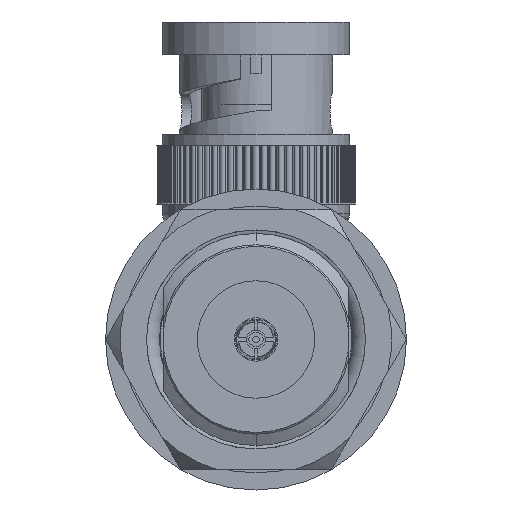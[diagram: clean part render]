
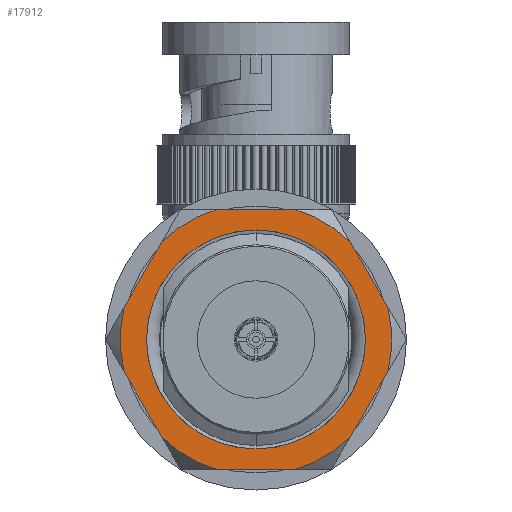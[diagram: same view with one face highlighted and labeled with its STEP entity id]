
A CAD part, left-side view. The second image highlights one B-rep face of the part: STEP entity #17912.
In plain terms, the highlighted face is planar.
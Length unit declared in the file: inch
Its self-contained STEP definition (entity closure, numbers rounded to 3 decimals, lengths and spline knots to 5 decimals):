
#351 = CARTESIAN_POINT ( 'NONE',  ( 0.37932, 0.061, 0.09299 ) ) ;
#527 = CARTESIAN_POINT ( 'NONE',  ( 0.10913, 0.061, -0.375 ) ) ;
#1070 = PLANE ( 'NONE',  #13676 ) ;
#1072 = EDGE_CURVE ( 'NONE', #12316, #11045, #12974, .T. ) ;
#1333 = DIRECTION ( 'NONE',  ( 0., 0., -1. ) ) ;
#1367 = DIRECTION ( 'NONE',  ( 0., -1., 0. ) ) ;
#1439 = ORIENTED_EDGE ( 'NONE', *, *, #9680, .F. ) ;
#1526 = AXIS2_PLACEMENT_3D ( 'NONE', #22656, #7530, #11923 ) ;
#1565 = VERTEX_POINT ( 'NONE', #15116 ) ;
#1752 = CARTESIAN_POINT ( 'NONE',  ( 0.21651, 0.061, 0.375 ) ) ;
#1807 = CARTESIAN_POINT ( 'NONE',  ( -0.37932, 0.061, -0.09299 ) ) ;
#2192 = DIRECTION ( 'NONE',  ( 0., -1., 0. ) ) ;
#2592 = DIRECTION ( 'NONE',  ( -0.5, 0., 0.866 ) ) ;
#2834 = CARTESIAN_POINT ( 'NONE',  ( -0.2702, 0.061, -0.28201 ) ) ;
#2923 = EDGE_CURVE ( 'NONE', #21148, #27511, #16667, .T. ) ;
#3074 = CARTESIAN_POINT ( 'NONE',  ( 0., 0.061, 0. ) ) ;
#3089 = VERTEX_POINT ( 'NONE', #21829 ) ;
#3156 = VERTEX_POINT ( 'NONE', #22491 ) ;
#3229 = CIRCLE ( 'NONE', #22842, 0.39056 ) ;
#3658 = CARTESIAN_POINT ( 'NONE',  ( 0.10913, 0.061, 0.375 ) ) ;
#3840 = CARTESIAN_POINT ( 'NONE',  ( -0.37932, 0.061, 0.09299 ) ) ;
#3852 = AXIS2_PLACEMENT_3D ( 'NONE', #5481, #16314, #9702 ) ;
#4412 = VECTOR ( 'NONE', #9828, 39.37008 ) ;
#4531 = DIRECTION ( 'NONE',  ( 0., 0., -1. ) ) ;
#4572 = CARTESIAN_POINT ( 'NONE',  ( 0.21651, 0.061, -0.375 ) ) ;
#4639 = CARTESIAN_POINT ( 'NONE',  ( -0.21651, 0.061, -0.375 ) ) ;
#4699 = CARTESIAN_POINT ( 'NONE',  ( 0., 0.061, 0.315 ) ) ;
#5094 = CIRCLE ( 'NONE', #6501, 0.315 ) ;
#5119 = DIRECTION ( 'NONE',  ( 1., 0., 0. ) ) ;
#5410 = EDGE_CURVE ( 'NONE', #19875, #3156, #16857, .T. ) ;
#5481 = CARTESIAN_POINT ( 'NONE',  ( 0., 0.061, 0. ) ) ;
#5697 = EDGE_CURVE ( 'NONE', #3089, #22229, #12745, .T. ) ;
#6501 = AXIS2_PLACEMENT_3D ( 'NONE', #10787, #25984, #23879 ) ;
#6647 = CARTESIAN_POINT ( 'NONE',  ( 0., 0.061, 0. ) ) ;
#6982 = EDGE_CURVE ( 'NONE', #18617, #23854, #27725, .T. ) ;
#7130 = FACE_OUTER_BOUND ( 'NONE', #20716, .T. ) ;
#7530 = DIRECTION ( 'NONE',  ( 0., -1., 0. ) ) ;
#7750 = ORIENTED_EDGE ( 'NONE', *, *, #27057, .F. ) ;
#7762 = VECTOR ( 'NONE', #2592, 39.37008 ) ;
#8153 = CIRCLE ( 'NONE', #10043, 0.39056 ) ;
#8424 = DIRECTION ( 'NONE',  ( 0., 1., 0. ) ) ;
#8888 = EDGE_LOOP ( 'NONE', ( #9879, #26843 ) ) ;
#9160 = DIRECTION ( 'NONE',  ( 0., 0., -1. ) ) ;
#9436 = VECTOR ( 'NONE', #5119, 39.37008 ) ;
#9680 = EDGE_CURVE ( 'NONE', #24004, #17845, #3229, .T. ) ;
#9702 = DIRECTION ( 'NONE',  ( 0., 0., 1. ) ) ;
#9766 = LINE ( 'NONE', #15495, #9436 ) ;
#9828 = DIRECTION ( 'NONE',  ( 0.5, 0., 0.866 ) ) ;
#9879 = ORIENTED_EDGE ( 'NONE', *, *, #16903, .F. ) ;
#10043 = AXIS2_PLACEMENT_3D ( 'NONE', #3074, #22657, #16544 ) ;
#10148 = ORIENTED_EDGE ( 'NONE', *, *, #2923, .T. ) ;
#10372 = ORIENTED_EDGE ( 'NONE', *, *, #11051, .T. ) ;
#10787 = CARTESIAN_POINT ( 'NONE',  ( 0., 0.061, 0. ) ) ;
#11045 = VERTEX_POINT ( 'NONE', #351 ) ;
#11051 = EDGE_CURVE ( 'NONE', #24004, #12565, #14975, .T. ) ;
#11260 = CARTESIAN_POINT ( 'NONE',  ( 0., 0.061, 0. ) ) ;
#11923 = DIRECTION ( 'NONE',  ( 0., 0., -1. ) ) ;
#12094 = EDGE_CURVE ( 'NONE', #3156, #12316, #23795, .T. ) ;
#12148 = DIRECTION ( 'NONE',  ( 0., 0., -1. ) ) ;
#12316 = VERTEX_POINT ( 'NONE', #25516 ) ;
#12565 = VERTEX_POINT ( 'NONE', #1807 ) ;
#12745 = CIRCLE ( 'NONE', #3852, 0.315 ) ;
#12974 = CIRCLE ( 'NONE', #20806, 0.39056 ) ;
#13422 = CARTESIAN_POINT ( 'NONE',  ( 0.43301, 0.061, 0. ) ) ;
#13676 = AXIS2_PLACEMENT_3D ( 'NONE', #18871, #1367, #12148 ) ;
#13687 = VECTOR ( 'NONE', #18152, 39.37008 ) ;
#13754 = AXIS2_PLACEMENT_3D ( 'NONE', #19361, #8424, #18990 ) ;
#14539 = DIRECTION ( 'NONE',  ( 0., -1., 0. ) ) ;
#14975 = LINE ( 'NONE', #4639, #7762 ) ;
#15116 = CARTESIAN_POINT ( 'NONE',  ( -0.10913, 0.061, 0.375 ) ) ;
#15326 = CIRCLE ( 'NONE', #1526, 0.39056 ) ;
#15495 = CARTESIAN_POINT ( 'NONE',  ( -0.21651, 0.061, -0.375 ) ) ;
#16195 = CARTESIAN_POINT ( 'NONE',  ( -0.10913, 0.061, -0.375 ) ) ;
#16314 = DIRECTION ( 'NONE',  ( 0., 1., 0. ) ) ;
#16544 = DIRECTION ( 'NONE',  ( 0., 0., -1. ) ) ;
#16667 = CIRCLE ( 'NONE', #13754, 0.39056 ) ;
#16686 = ORIENTED_EDGE ( 'NONE', *, *, #6982, .T. ) ;
#16857 = CIRCLE ( 'NONE', #26989, 0.39056 ) ;
#16903 = EDGE_CURVE ( 'NONE', #22229, #3089, #5094, .T. ) ;
#17176 = ORIENTED_EDGE ( 'NONE', *, *, #18414, .F. ) ;
#17761 = CARTESIAN_POINT ( 'NONE',  ( -0.2702, 0.061, 0.28201 ) ) ;
#17845 = VERTEX_POINT ( 'NONE', #16195 ) ;
#17912 = ADVANCED_FACE ( 'NONE', ( #18800, #7130 ), #1070, .F. ) ;
#18152 = DIRECTION ( 'NONE',  ( -0.5, 0., 0.866 ) ) ;
#18414 = EDGE_CURVE ( 'NONE', #18617, #12565, #15326, .T. ) ;
#18617 = VERTEX_POINT ( 'NONE', #3840 ) ;
#18800 = FACE_BOUND ( 'NONE', #8888, .T. ) ;
#18871 = CARTESIAN_POINT ( 'NONE',  ( -0.64952, 0.061, 0.375 ) ) ;
#18888 = ORIENTED_EDGE ( 'NONE', *, *, #5410, .F. ) ;
#18990 = DIRECTION ( 'NONE',  ( 0., 0., 1. ) ) ;
#19122 = LINE ( 'NONE', #1752, #27669 ) ;
#19361 = CARTESIAN_POINT ( 'NONE',  ( 0., 0.061, 0. ) ) ;
#19374 = EDGE_CURVE ( 'NONE', #17845, #19875, #9766, .T. ) ;
#19822 = DIRECTION ( 'NONE',  ( 0.5, 0., 0.866 ) ) ;
#19875 = VERTEX_POINT ( 'NONE', #527 ) ;
#20509 = ORIENTED_EDGE ( 'NONE', *, *, #25378, .F. ) ;
#20716 = EDGE_LOOP ( 'NONE', ( #18888, #25720, #1439, #10372, #17176, #16686, #25558, #20509, #10148, #7750, #25441, #25895 ) ) ;
#20806 = AXIS2_PLACEMENT_3D ( 'NONE', #27321, #14539, #1333 ) ;
#20886 = LINE ( 'NONE', #13422, #13687 ) ;
#21148 = VERTEX_POINT ( 'NONE', #3658 ) ;
#21829 = CARTESIAN_POINT ( 'NONE',  ( 0., 0.061, -0.315 ) ) ;
#22229 = VERTEX_POINT ( 'NONE', #4699 ) ;
#22491 = CARTESIAN_POINT ( 'NONE',  ( 0.2702, 0.061, -0.28201 ) ) ;
#22656 = CARTESIAN_POINT ( 'NONE',  ( 0., 0.061, 0. ) ) ;
#22657 = DIRECTION ( 'NONE',  ( 0., -1., 0. ) ) ;
#22842 = AXIS2_PLACEMENT_3D ( 'NONE', #11260, #2192, #9160 ) ;
#23795 = LINE ( 'NONE', #4572, #27928 ) ;
#23854 = VERTEX_POINT ( 'NONE', #17761 ) ;
#23879 = DIRECTION ( 'NONE',  ( 0., 0., 1. ) ) ;
#23911 = CARTESIAN_POINT ( 'NONE',  ( 0.2702, 0.061, 0.28201 ) ) ;
#24004 = VERTEX_POINT ( 'NONE', #2834 ) ;
#25378 = EDGE_CURVE ( 'NONE', #21148, #1565, #19122, .T. ) ;
#25441 = ORIENTED_EDGE ( 'NONE', *, *, #1072, .F. ) ;
#25516 = CARTESIAN_POINT ( 'NONE',  ( 0.37932, 0.061, -0.09299 ) ) ;
#25558 = ORIENTED_EDGE ( 'NONE', *, *, #27786, .F. ) ;
#25720 = ORIENTED_EDGE ( 'NONE', *, *, #19374, .F. ) ;
#25895 = ORIENTED_EDGE ( 'NONE', *, *, #12094, .F. ) ;
#25984 = DIRECTION ( 'NONE',  ( 0., 1., 0. ) ) ;
#26446 = DIRECTION ( 'NONE',  ( 0., -1., 0. ) ) ;
#26843 = ORIENTED_EDGE ( 'NONE', *, *, #5697, .F. ) ;
#26989 = AXIS2_PLACEMENT_3D ( 'NONE', #6647, #26446, #4531 ) ;
#27057 = EDGE_CURVE ( 'NONE', #11045, #27511, #20886, .T. ) ;
#27321 = CARTESIAN_POINT ( 'NONE',  ( 0., 0.061, 0. ) ) ;
#27511 = VERTEX_POINT ( 'NONE', #23911 ) ;
#27617 = CARTESIAN_POINT ( 'NONE',  ( -0.43301, 0.061, 0. ) ) ;
#27669 = VECTOR ( 'NONE', #28140, 39.37008 ) ;
#27725 = LINE ( 'NONE', #27617, #4412 ) ;
#27786 = EDGE_CURVE ( 'NONE', #1565, #23854, #8153, .T. ) ;
#27928 = VECTOR ( 'NONE', #19822, 39.37008 ) ;
#28140 = DIRECTION ( 'NONE',  ( -1., 0., 0. ) ) ;
